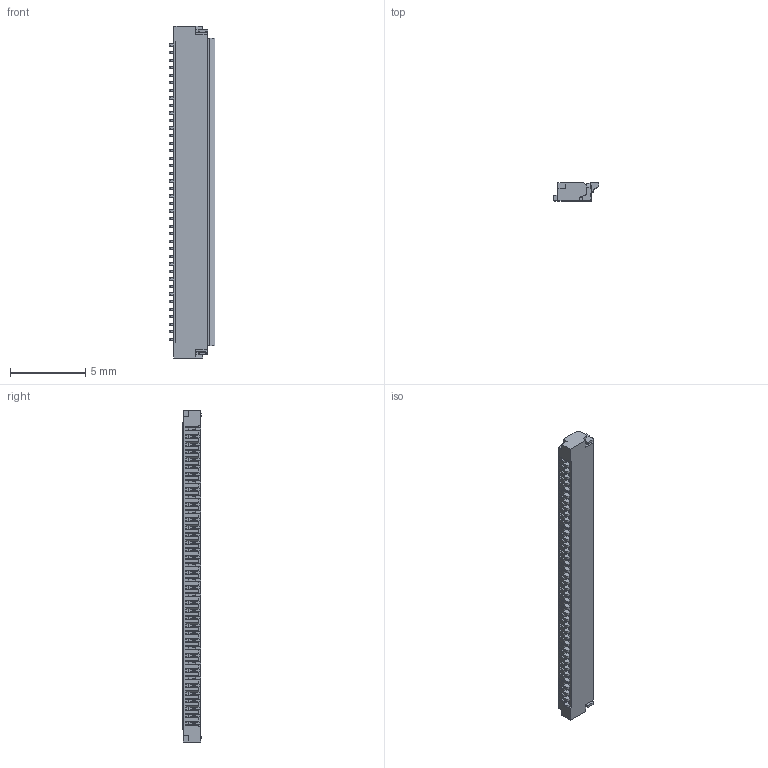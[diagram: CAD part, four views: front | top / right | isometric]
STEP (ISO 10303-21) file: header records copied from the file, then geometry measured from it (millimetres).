
FILE_DESCRIPTION(('STEP AP242'),'1');
FILE_NAME('31820.stp','2018-12-26T19:33:46',('TraceParts'),('TraceParts S.A.'),'Spatial InterOp 3D',' ',' ');
FILE_SCHEMA(('AP242_MANAGED_MODEL_BASED_3D_ENGINEERING_MIM_LF {1 0 10303 442 1 1 4}'));
Length unit declared in the file: millimetre
Products named in the file (1): 31820
Bounding box: 3 x 1.22 x 22 mm (x, y, z)
Volume: 43.2 mm3; surface area: 287.9 mm2
Topology: 1 solids, 1 shells, 1302 faces, 3850 edges, 2550 vertices
Faces by surface type: plane 1112, cylinder 186, cone 4
Entity records: 53291 total; most frequent: CARTESIAN_POINT 7703, ORIENTED_EDGE 7700, DIRECTION 6833, EDGE_CURVE 3850, LINE 3473, VECTOR 3473, VERTEX_POINT 2550, AXIS2_PLACEMENT_3D 1680
